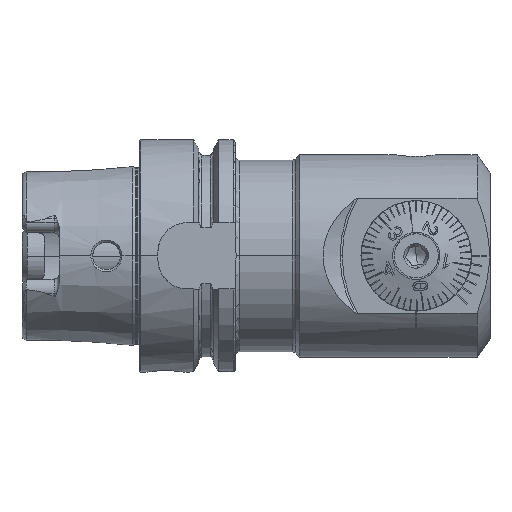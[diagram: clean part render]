
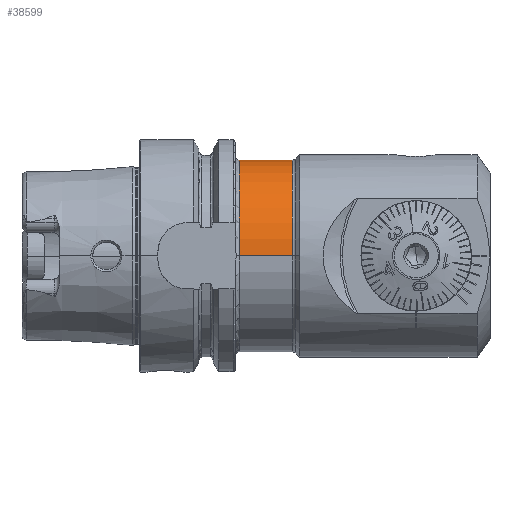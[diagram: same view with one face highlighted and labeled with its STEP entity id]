
A CAD part, top view. The second image highlights one B-rep face of the part: STEP entity #38599.
In plain terms, the highlighted cylindrical face has radius 26 mm (diameter 52 mm), a partial arc.
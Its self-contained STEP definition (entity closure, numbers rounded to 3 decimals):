
#3680 = CARTESIAN_POINT ( 'NONE',  ( 41.436, 0., -26. ) ) ;
#4303 = DIRECTION ( 'NONE',  ( -1., 0., 0. ) ) ;
#4635 = LINE ( 'NONE', #51985, #34630 ) ;
#4728 = DIRECTION ( 'NONE',  ( -1., 0., 0. ) ) ;
#6711 = EDGE_CURVE ( 'NONE', #25436, #48712, #4635, .T. ) ;
#7315 = ORIENTED_EDGE ( 'NONE', *, *, #6711, .F. ) ;
#7471 = CARTESIAN_POINT ( 'NONE',  ( 26.95, 0., 0. ) ) ;
#8395 = CIRCLE ( 'NONE', #28590, 26. ) ;
#10164 = DIRECTION ( 'NONE',  ( -1., 0., 0. ) ) ;
#13817 = CARTESIAN_POINT ( 'NONE',  ( 26.95, 0., 26. ) ) ;
#14365 = DIRECTION ( 'NONE',  ( -1., 0., 0. ) ) ;
#15064 = DIRECTION ( 'NONE',  ( 0., 0., 1. ) ) ;
#15318 = EDGE_LOOP ( 'NONE', ( #33215, #38781, #23886, #7315 ) ) ;
#17575 = DIRECTION ( 'NONE',  ( -1., 0., 0. ) ) ;
#18487 = CIRCLE ( 'NONE', #38659, 26. ) ;
#18665 = CARTESIAN_POINT ( 'NONE',  ( -31.9, 0., -26. ) ) ;
#19073 = CYLINDRICAL_SURFACE ( 'NONE', #45532, 26. ) ;
#23483 = LINE ( 'NONE', #18665, #49327 ) ;
#23886 = ORIENTED_EDGE ( 'NONE', *, *, #47469, .F. ) ;
#25436 = VERTEX_POINT ( 'NONE', #29949 ) ;
#25542 = DIRECTION ( 'NONE',  ( 0., 0., 1. ) ) ;
#28590 = AXIS2_PLACEMENT_3D ( 'NONE', #7471, #4303, #25542 ) ;
#29949 = CARTESIAN_POINT ( 'NONE',  ( 41.436, 0., 26. ) ) ;
#31820 = EDGE_CURVE ( 'NONE', #48973, #43138, #23483, .T. ) ;
#33215 = ORIENTED_EDGE ( 'NONE', *, *, #45727, .T. ) ;
#34630 = VECTOR ( 'NONE', #17575, 1000. ) ;
#36561 = CARTESIAN_POINT ( 'NONE',  ( -31.9, 0., 0. ) ) ;
#38599 = ADVANCED_FACE ( 'NONE', ( #39827 ), #19073, .T. ) ;
#38659 = AXIS2_PLACEMENT_3D ( 'NONE', #39758, #4728, #56364 ) ;
#38781 = ORIENTED_EDGE ( 'NONE', *, *, #31820, .T. ) ;
#39758 = CARTESIAN_POINT ( 'NONE',  ( 41.436, 0., 0. ) ) ;
#39827 = FACE_OUTER_BOUND ( 'NONE', #15318, .T. ) ;
#43138 = VERTEX_POINT ( 'NONE', #55121 ) ;
#45532 = AXIS2_PLACEMENT_3D ( 'NONE', #36561, #10164, #15064 ) ;
#45727 = EDGE_CURVE ( 'NONE', #25436, #48973, #18487, .T. ) ;
#47469 = EDGE_CURVE ( 'NONE', #48712, #43138, #8395, .T. ) ;
#48712 = VERTEX_POINT ( 'NONE', #13817 ) ;
#48973 = VERTEX_POINT ( 'NONE', #3680 ) ;
#49327 = VECTOR ( 'NONE', #14365, 1000. ) ;
#51985 = CARTESIAN_POINT ( 'NONE',  ( -31.9, 0., 26. ) ) ;
#55121 = CARTESIAN_POINT ( 'NONE',  ( 26.95, 0., -26. ) ) ;
#56364 = DIRECTION ( 'NONE',  ( 0., 0., 1. ) ) ;
